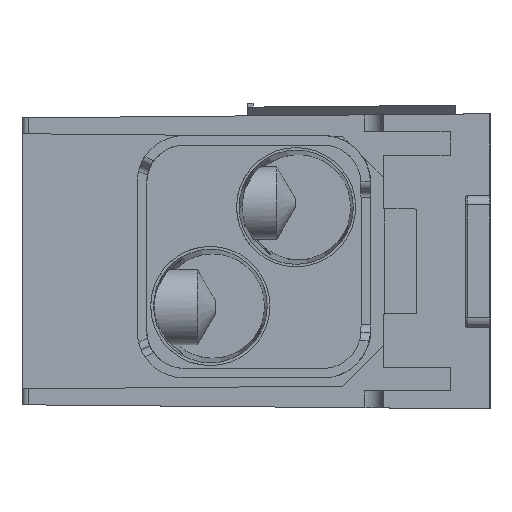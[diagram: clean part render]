
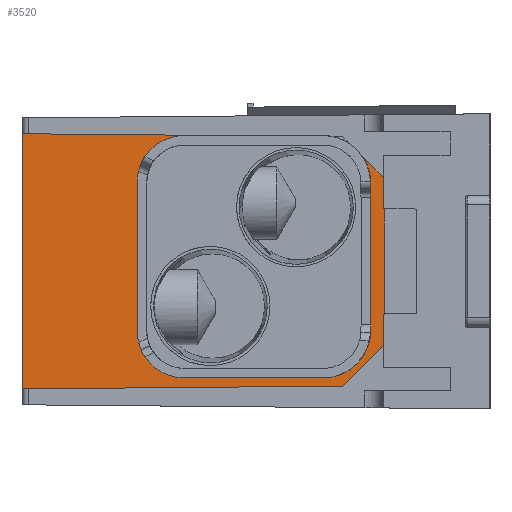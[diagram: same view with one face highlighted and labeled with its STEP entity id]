
A CAD part, left-side view. The second image highlights one B-rep face of the part: STEP entity #3520.
In plain terms, the highlighted planar face has unit normal (-1, 0.009, 0).
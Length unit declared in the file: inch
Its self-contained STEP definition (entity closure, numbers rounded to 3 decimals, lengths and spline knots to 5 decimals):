
#3520 = ADVANCED_FACE ( 'NONE', ( #10470 ), #6065, .T. ) ;
#5180 = EDGE_CURVE ( 'NONE', #6784, #6785, #11307, .T. ) ;
#5185 = EDGE_CURVE ( 'NONE', #6790, #6789, #5764, .T. ) ;
#5186 = EDGE_CURVE ( 'NONE', #6788, #6789, #11310, .T. ) ;
#5187 = EDGE_CURVE ( 'NONE', #6791, #6790, #11311, .T. ) ;
#5188 = EDGE_CURVE ( 'NONE', #6792, #6791, #5768, .T. ) ;
#5189 = EDGE_CURVE ( 'NONE', #6793, #6792, #11312, .T. ) ;
#5190 = EDGE_CURVE ( 'NONE', #6794, #6793, #5771, .T. ) ;
#5191 = EDGE_CURVE ( 'NONE', #6795, #6794, #11313, .T. ) ;
#5192 = EDGE_CURVE ( 'NONE', #6796, #6795, #5774, .T. ) ;
#5193 = EDGE_CURVE ( 'NONE', #6785, #6796, #11314, .T. ) ;
#5194 = EDGE_CURVE ( 'NONE', #6797, #6784, #11315, .T. ) ;
#5195 = EDGE_CURVE ( 'NONE', #6798, #6797, #11316, .T. ) ;
#5196 = EDGE_CURVE ( 'NONE', #6798, #6799, #11317, .T. ) ;
#5197 = EDGE_CURVE ( 'NONE', #6788, #6799, #11318, .T. ) ;
#5435 = EDGE_LOOP ( 'NONE', ( #6356, #6358, #6357, #6359, #6360, #6361, #6362, #6363, #6364, #6365, #6366, #6368, #6367, #6369 ) ) ;
#5585 = AXIS2_PLACEMENT_3D ( 'NONE', #6066, #6067, #6068 ) ;
#5760 = VECTOR ( 'NONE', #11907, 39.37008 ) ;
#5764 = CIRCLE ( 'NONE', #5766, 0.3 ) ;
#5766 = AXIS2_PLACEMENT_3D ( 'NONE', #11919, #11920, #11921 ) ;
#5767 = VECTOR ( 'NONE', #11923, 39.37008 ) ;
#5768 = CIRCLE ( 'NONE', #5770, 0.3 ) ;
#5769 = VECTOR ( 'NONE', #11925, 39.37008 ) ;
#5770 = AXIS2_PLACEMENT_3D ( 'NONE', #11926, #11927, #11928 ) ;
#5771 = CIRCLE ( 'NONE', #5773, 0.3 ) ;
#5772 = VECTOR ( 'NONE', #11930, 39.37008 ) ;
#5773 = AXIS2_PLACEMENT_3D ( 'NONE', #11931, #11932, #11933 ) ;
#5774 = CIRCLE ( 'NONE', #5776, 0.3 ) ;
#5775 = VECTOR ( 'NONE', #11935, 39.37008 ) ;
#5776 = AXIS2_PLACEMENT_3D ( 'NONE', #11936, #11937, #11938 ) ;
#5777 = VECTOR ( 'NONE', #11940, 39.37008 ) ;
#5778 = VECTOR ( 'NONE', #11942, 39.37008 ) ;
#5779 = VECTOR ( 'NONE', #11944, 39.37008 ) ;
#5780 = VECTOR ( 'NONE', #11946, 39.37008 ) ;
#5781 = VECTOR ( 'NONE', #11948, 39.37008 ) ;
#6065 = PLANE ( 'NONE',  #5585 ) ;
#6066 = CARTESIAN_POINT ( 'NONE',  ( -1.50998, 2.94656, 0.80282 ) ) ;
#6067 = DIRECTION ( 'NONE',  ( -1., 0.009, 0. ) ) ;
#6068 = DIRECTION ( 'NONE',  ( 0.009, 1., 0. ) ) ;
#6356 = ORIENTED_EDGE ( 'NONE', *, *, #5186, .T. ) ;
#6357 = ORIENTED_EDGE ( 'NONE', *, *, #5187, .F. ) ;
#6358 = ORIENTED_EDGE ( 'NONE', *, *, #5185, .F. ) ;
#6359 = ORIENTED_EDGE ( 'NONE', *, *, #5188, .F. ) ;
#6360 = ORIENTED_EDGE ( 'NONE', *, *, #5189, .F. ) ;
#6361 = ORIENTED_EDGE ( 'NONE', *, *, #5190, .F. ) ;
#6362 = ORIENTED_EDGE ( 'NONE', *, *, #5191, .F. ) ;
#6363 = ORIENTED_EDGE ( 'NONE', *, *, #5192, .F. ) ;
#6364 = ORIENTED_EDGE ( 'NONE', *, *, #5193, .F. ) ;
#6365 = ORIENTED_EDGE ( 'NONE', *, *, #5180, .F. ) ;
#6366 = ORIENTED_EDGE ( 'NONE', *, *, #5194, .F. ) ;
#6367 = ORIENTED_EDGE ( 'NONE', *, *, #5196, .T. ) ;
#6368 = ORIENTED_EDGE ( 'NONE', *, *, #5195, .F. ) ;
#6369 = ORIENTED_EDGE ( 'NONE', *, *, #5197, .F. ) ;
#6784 = VERTEX_POINT ( 'NONE', #12704 ) ;
#6785 = VERTEX_POINT ( 'NONE', #12705 ) ;
#6788 = VERTEX_POINT ( 'NONE', #12708 ) ;
#6789 = VERTEX_POINT ( 'NONE', #12709 ) ;
#6790 = VERTEX_POINT ( 'NONE', #12710 ) ;
#6791 = VERTEX_POINT ( 'NONE', #12711 ) ;
#6792 = VERTEX_POINT ( 'NONE', #12712 ) ;
#6793 = VERTEX_POINT ( 'NONE', #12713 ) ;
#6794 = VERTEX_POINT ( 'NONE', #12714 ) ;
#6795 = VERTEX_POINT ( 'NONE', #12715 ) ;
#6796 = VERTEX_POINT ( 'NONE', #12716 ) ;
#6797 = VERTEX_POINT ( 'NONE', #12717 ) ;
#6798 = VERTEX_POINT ( 'NONE', #12718 ) ;
#6799 = VERTEX_POINT ( 'NONE', #12719 ) ;
#10470 = FACE_OUTER_BOUND ( 'NONE', #5435, .T. ) ;
#11307 = LINE ( 'NONE', #11906, #5760 ) ;
#11310 = LINE ( 'NONE', #11922, #5767 ) ;
#11311 = LINE ( 'NONE', #11924, #5769 ) ;
#11312 = LINE ( 'NONE', #11929, #5772 ) ;
#11313 = LINE ( 'NONE', #11934, #5775 ) ;
#11314 = LINE ( 'NONE', #11939, #5777 ) ;
#11315 = LINE ( 'NONE', #11941, #5778 ) ;
#11316 = LINE ( 'NONE', #11943, #5779 ) ;
#11317 = LINE ( 'NONE', #11945, #5780 ) ;
#11318 = LINE ( 'NONE', #11947, #5781 ) ;
#11906 = CARTESIAN_POINT ( 'NONE',  ( -1.50998, 2.94656, 0.80282 ) ) ;
#11907 = DIRECTION ( 'NONE',  ( -0.009, -1., -0.009 ) ) ;
#11919 = CARTESIAN_POINT ( 'NONE',  ( -1.52653, 1.05007, 0.49192 ) ) ;
#11920 = DIRECTION ( 'NONE',  ( -1., 0.009, 0. ) ) ;
#11921 = DIRECTION ( 'NONE',  ( -0.009, -1., 0. ) ) ;
#11922 = CARTESIAN_POINT ( 'NONE',  ( -1.51872, 1.94567, 1.80375 ) ) ;
#11923 = DIRECTION ( 'NONE',  ( 0.006, 0.707, 0.707 ) ) ;
#11924 = CARTESIAN_POINT ( 'NONE',  ( -1.52915, 0.75008, -0.43408 ) ) ;
#11925 = DIRECTION ( 'NONE',  ( 0., 0., 1. ) ) ;
#11926 = CARTESIAN_POINT ( 'NONE',  ( -1.52653, 1.05007, -0.43408 ) ) ;
#11927 = DIRECTION ( 'NONE',  ( -1., 0.009, 0. ) ) ;
#11928 = DIRECTION ( 'NONE',  ( -0.009, -1., 0. ) ) ;
#11929 = CARTESIAN_POINT ( 'NONE',  ( -1.51894, 1.92004, -0.73408 ) ) ;
#11930 = DIRECTION ( 'NONE',  ( -0.009, -1., 0. ) ) ;
#11931 = CARTESIAN_POINT ( 'NONE',  ( -1.51894, 1.92004, -0.43408 ) ) ;
#11932 = DIRECTION ( 'NONE',  ( -1., 0.009, 0. ) ) ;
#11933 = DIRECTION ( 'NONE',  ( -0.009, -1., 0. ) ) ;
#11934 = CARTESIAN_POINT ( 'NONE',  ( -1.51632, 2.22003, -0.43408 ) ) ;
#11935 = DIRECTION ( 'NONE',  ( 0., 0., -1. ) ) ;
#11936 = CARTESIAN_POINT ( 'NONE',  ( -1.51894, 1.92004, 0.49192 ) ) ;
#11937 = DIRECTION ( 'NONE',  ( -1., 0.009, 0. ) ) ;
#11938 = DIRECTION ( 'NONE',  ( 0.009, 1., 0. ) ) ;
#11939 = CARTESIAN_POINT ( 'NONE',  ( -1.51894, 1.92004, 0.79192 ) ) ;
#11940 = DIRECTION ( 'NONE',  ( 0.009, 1., 0. ) ) ;
#11941 = CARTESIAN_POINT ( 'NONE',  ( -1.51, 2.945, 0.9285 ) ) ;
#11942 = DIRECTION ( 'NONE',  ( 0., 0., 1. ) ) ;
#11943 = CARTESIAN_POINT ( 'NONE',  ( -1.52989, 0.66488, -0.78291 ) ) ;
#11944 = DIRECTION ( 'NONE',  ( 0.009, 1., -0.009 ) ) ;
#11945 = CARTESIAN_POINT ( 'NONE',  ( -1.52589, 1.12422, -0.98806 ) ) ;
#11946 = DIRECTION ( 'NONE',  ( -0.006, -0.701, 0.713 ) ) ;
#11947 = CARTESIAN_POINT ( 'NONE',  ( -1.52989, 0.66488, 0.78291 ) ) ;
#11948 = DIRECTION ( 'NONE',  ( 0., 0., -1. ) ) ;
#12704 = CARTESIAN_POINT ( 'NONE',  ( -1.51, 2.945, 0.80281 ) ) ;
#12705 = CARTESIAN_POINT ( 'NONE',  ( -1.52088, 1.69794, 0.79192 ) ) ;
#12708 = CARTESIAN_POINT ( 'NONE',  ( -1.52989, 0.66488, 0.52291 ) ) ;
#12709 = CARTESIAN_POINT ( 'NONE',  ( -1.52871, 0.80081, 0.65884 ) ) ;
#12710 = CARTESIAN_POINT ( 'NONE',  ( -1.52915, 0.75008, 0.49192 ) ) ;
#12711 = CARTESIAN_POINT ( 'NONE',  ( -1.52915, 0.75008, -0.43408 ) ) ;
#12712 = CARTESIAN_POINT ( 'NONE',  ( -1.52653, 1.05007, -0.73408 ) ) ;
#12713 = CARTESIAN_POINT ( 'NONE',  ( -1.51894, 1.92004, -0.73408 ) ) ;
#12714 = CARTESIAN_POINT ( 'NONE',  ( -1.51632, 2.22003, -0.43408 ) ) ;
#12715 = CARTESIAN_POINT ( 'NONE',  ( -1.51632, 2.22003, 0.49192 ) ) ;
#12716 = CARTESIAN_POINT ( 'NONE',  ( -1.51894, 1.92004, 0.79192 ) ) ;
#12717 = CARTESIAN_POINT ( 'NONE',  ( -1.51, 2.945, -0.80281 ) ) ;
#12718 = CARTESIAN_POINT ( 'NONE',  ( -1.52763, 0.92486, -0.78517 ) ) ;
#12719 = CARTESIAN_POINT ( 'NONE',  ( -1.52989, 0.66488, -0.52061 ) ) ;
